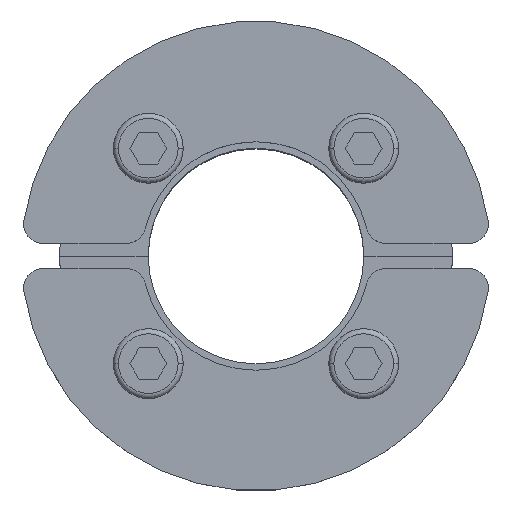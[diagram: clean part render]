
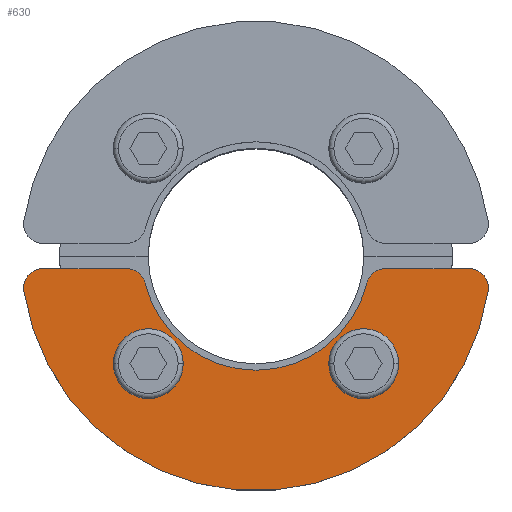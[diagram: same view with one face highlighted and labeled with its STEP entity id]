
A CAD part, top view. The second image highlights one B-rep face of the part: STEP entity #630.
In plain terms, the highlighted planar face has unit normal (0, 0, 1).
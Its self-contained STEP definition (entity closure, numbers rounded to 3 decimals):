
#152=CARTESIAN_POINT('',(16.481,-23.194,0.25));
#153=VERTEX_POINT('',#152);
#162=CARTESIAN_POINT('',(16.498,-22.973,0.25));
#163=VERTEX_POINT('',#162);
#164=CARTESIAN_POINT('',(17.981,-23.194,0.25));
#165=DIRECTION('',(0.0,0.0,-1.0));
#166=DIRECTION('',(1.0,0.0,0.0));
#167=AXIS2_PLACEMENT_3D('',#164,#165,#166);
#168=CIRCLE('',#167,1.5);
#169=EDGE_CURVE('',#153,#163,#168,.T.);
#196=CARTESIAN_POINT('',(53.112,-23.194,0.25));
#197=VERTEX_POINT('',#196);
#213=CARTESIAN_POINT('',(53.095,-22.973,0.25));
#214=VERTEX_POINT('',#213);
#221=CARTESIAN_POINT('',(51.612,-23.194,0.25));
#222=DIRECTION('',(0.0,0.0,-1.0));
#223=DIRECTION('',(1.0,0.0,0.0));
#224=AXIS2_PLACEMENT_3D('',#221,#222,#223);
#225=CIRCLE('',#224,1.5);
#226=EDGE_CURVE('',#214,#197,#225,.T.);
#238=CARTESIAN_POINT('',(27.861,-17.208,0.25));
#239=VERTEX_POINT('',#238);
#255=CARTESIAN_POINT('',(24.761,-17.208,0.25));
#256=VERTEX_POINT('',#255);
#263=CARTESIAN_POINT('',(26.311,-17.208,0.25));
#264=DIRECTION('',(0.0,0.0,-1.0));
#265=DIRECTION('',(1.0,0.0,0.0));
#266=AXIS2_PLACEMENT_3D('',#263,#264,#265);
#267=CIRCLE('',#266,1.55);
#268=EDGE_CURVE('',#239,#256,#267,.T.);
#280=CARTESIAN_POINT('',(44.832,-17.208,0.25));
#281=VERTEX_POINT('',#280);
#297=CARTESIAN_POINT('',(41.732,-17.208,0.25));
#298=VERTEX_POINT('',#297);
#305=CARTESIAN_POINT('',(43.282,-17.208,0.25));
#306=DIRECTION('',(0.0,0.0,-1.0));
#307=DIRECTION('',(1.0,0.0,0.0));
#308=AXIS2_PLACEMENT_3D('',#305,#306,#307);
#309=CIRCLE('',#308,1.55);
#310=EDGE_CURVE('',#281,#298,#309,.T.);
#321=CARTESIAN_POINT('',(43.282,-17.208,0.25));
#322=DIRECTION('',(0.0,0.0,-1.0));
#323=DIRECTION('',(1.0,0.0,0.0));
#324=AXIS2_PLACEMENT_3D('',#321,#322,#323);
#325=CIRCLE('',#324,1.55);
#326=EDGE_CURVE('',#298,#281,#325,.T.);
#345=CARTESIAN_POINT('',(26.311,-17.208,0.25));
#346=DIRECTION('',(0.0,0.0,-1.0));
#347=DIRECTION('',(1.0,0.0,0.0));
#348=AXIS2_PLACEMENT_3D('',#345,#346,#347);
#349=CIRCLE('',#348,1.55);
#350=EDGE_CURVE('',#256,#239,#349,.T.);
#368=CARTESIAN_POINT('',(34.797,-25.694,0.25));
#369=DIRECTION('',(0.0,0.0,-1.0));
#370=DIRECTION('',(1.0,0.0,0.0));
#371=AXIS2_PLACEMENT_3D('',#368,#369,#370);
#372=CIRCLE('',#371,18.5);
#373=EDGE_CURVE('',#163,#214,#372,.T.);
#393=CARTESIAN_POINT('',(51.612,-24.694,0.25));
#394=VERTEX_POINT('',#393);
#395=CARTESIAN_POINT('',(51.612,-23.194,0.25));
#396=DIRECTION('',(0.0,0.0,-1.0));
#397=DIRECTION('',(1.0,0.0,0.0));
#398=AXIS2_PLACEMENT_3D('',#395,#396,#397);
#399=CIRCLE('',#398,1.5);
#400=EDGE_CURVE('',#197,#394,#399,.T.);
#425=CARTESIAN_POINT('',(44.995,-24.694,0.25));
#426=VERTEX_POINT('',#425);
#427=CARTESIAN_POINT('',(51.612,-24.694,0.25));
#428=DIRECTION('',(-1.0,0.0,0.0));
#429=VECTOR('',#428,6.617);
#430=LINE('',#427,#429);
#431=EDGE_CURVE('',#394,#426,#430,.T.);
#456=CARTESIAN_POINT('',(43.538,-23.551,0.25));
#457=VERTEX_POINT('',#456);
#458=CARTESIAN_POINT('',(44.995,-23.194,0.25));
#459=DIRECTION('',(0.0,0.0,-1.0));
#460=DIRECTION('',(1.0,0.0,0.0));
#461=AXIS2_PLACEMENT_3D('',#458,#459,#460);
#462=CIRCLE('',#461,1.5);
#463=EDGE_CURVE('',#426,#457,#462,.T.);
#489=CARTESIAN_POINT('',(26.055,-23.551,0.25));
#490=VERTEX_POINT('',#489);
#491=CARTESIAN_POINT('',(34.797,-25.694,0.25));
#492=DIRECTION('',(0.0,0.0,1.0));
#493=DIRECTION('',(1.0,0.0,0.0));
#494=AXIS2_PLACEMENT_3D('',#491,#492,#493);
#495=CIRCLE('',#494,9.0);
#496=EDGE_CURVE('',#457,#490,#495,.T.);
#522=CARTESIAN_POINT('',(24.599,-24.694,0.25));
#523=VERTEX_POINT('',#522);
#524=CARTESIAN_POINT('',(24.599,-23.194,0.25));
#525=DIRECTION('',(0.0,0.0,-1.0));
#526=DIRECTION('',(1.0,0.0,0.0));
#527=AXIS2_PLACEMENT_3D('',#524,#525,#526);
#528=CIRCLE('',#527,1.5);
#529=EDGE_CURVE('',#490,#523,#528,.T.);
#555=CARTESIAN_POINT('',(17.981,-24.694,0.25));
#556=VERTEX_POINT('',#555);
#557=CARTESIAN_POINT('',(24.599,-24.694,0.25));
#558=DIRECTION('',(-1.0,0.0,0.0));
#559=VECTOR('',#558,6.617);
#560=LINE('',#557,#559);
#561=EDGE_CURVE('',#523,#556,#560,.T.);
#595=CARTESIAN_POINT('',(17.981,-23.194,0.25));
#596=DIRECTION('',(0.0,0.0,-1.0));
#597=DIRECTION('',(1.0,0.0,0.0));
#598=AXIS2_PLACEMENT_3D('',#595,#596,#597);
#599=CIRCLE('',#598,1.5);
#600=EDGE_CURVE('',#556,#153,#599,.T.);
#605=CARTESIAN_POINT('',(0.007,-2.96,0.25));
#606=DIRECTION('',(0.0,0.0,1.0));
#607=DIRECTION('',(1.0,0.0,0.0));
#608=AXIS2_PLACEMENT_3D('',#605,#606,#607);
#609=PLANE('',#608);
#610=ORIENTED_EDGE('',*,*,#373,.F.);
#611=ORIENTED_EDGE('',*,*,#169,.F.);
#612=ORIENTED_EDGE('',*,*,#600,.F.);
#613=ORIENTED_EDGE('',*,*,#561,.F.);
#614=ORIENTED_EDGE('',*,*,#529,.F.);
#615=ORIENTED_EDGE('',*,*,#496,.F.);
#616=ORIENTED_EDGE('',*,*,#463,.F.);
#617=ORIENTED_EDGE('',*,*,#431,.F.);
#618=ORIENTED_EDGE('',*,*,#400,.F.);
#619=ORIENTED_EDGE('',*,*,#226,.F.);
#620=EDGE_LOOP('',(#610,#611,#612,#613,#614,#615,#616,#617,#618,#619));
#621=FACE_OUTER_BOUND('',#620,.T.);
#622=ORIENTED_EDGE('',*,*,#310,.T.);
#623=ORIENTED_EDGE('',*,*,#326,.T.);
#624=EDGE_LOOP('',(#622,#623));
#625=FACE_BOUND('',#624,.T.);
#626=ORIENTED_EDGE('',*,*,#268,.T.);
#627=ORIENTED_EDGE('',*,*,#350,.T.);
#628=EDGE_LOOP('',(#626,#627));
#629=FACE_BOUND('',#628,.T.);
#630=ADVANCED_FACE('',(#621,#625,#629),#609,.T.);
